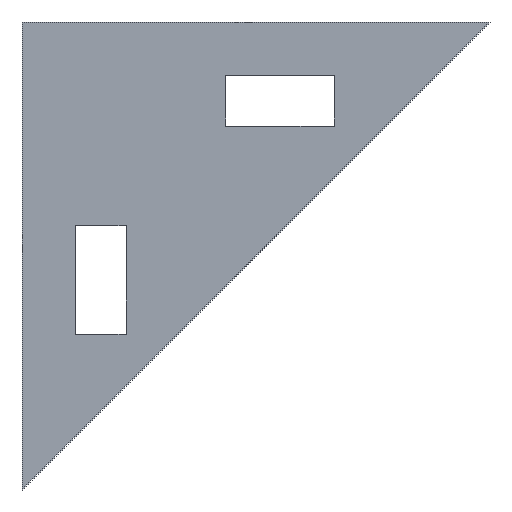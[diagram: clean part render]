
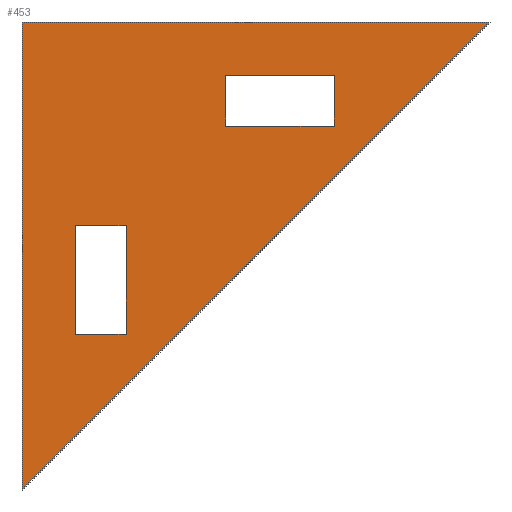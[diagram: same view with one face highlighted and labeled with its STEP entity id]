
A CAD part, front view. The second image highlights one B-rep face of the part: STEP entity #453.
In plain terms, the highlighted planar face has unit normal (0, -1, 0).
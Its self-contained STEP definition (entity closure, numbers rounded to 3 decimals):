
#1 = ORIENTED_EDGE ( 'NONE', *, *, #508, .F. ) ;
#2 = LINE ( 'NONE', #647, #458 ) ;
#4 = ORIENTED_EDGE ( 'NONE', *, *, #108, .F. ) ;
#7 = DIRECTION ( 'NONE',  ( 1., 0., 0. ) ) ;
#12 = ORIENTED_EDGE ( 'NONE', *, *, #564, .F. ) ;
#17 = EDGE_LOOP ( 'NONE', ( #4, #682, #125, #441 ) ) ;
#19 = EDGE_CURVE ( 'NONE', #741, #719, #313, .T. ) ;
#36 = VECTOR ( 'NONE', #306, 1000. ) ;
#40 = VECTOR ( 'NONE', #586, 1000. ) ;
#56 = VERTEX_POINT ( 'NONE', #624 ) ;
#61 = FACE_BOUND ( 'NONE', #242, .T. ) ;
#63 = CARTESIAN_POINT ( 'NONE',  ( 5.65, -3.175, -11.063 ) ) ;
#68 = CARTESIAN_POINT ( 'NONE',  ( 5.65, -3.175, -16.938 ) ) ;
#74 = CARTESIAN_POINT ( 'NONE',  ( 0., -3.175, 0. ) ) ;
#85 = LINE ( 'NONE', #199, #36 ) ;
#98 = CARTESIAN_POINT ( 'NONE',  ( 0., -3.175, 0. ) ) ;
#108 = EDGE_CURVE ( 'NONE', #276, #433, #2, .T. ) ;
#111 = LINE ( 'NONE', #418, #704 ) ;
#114 = EDGE_CURVE ( 'NONE', #56, #723, #214, .T. ) ;
#119 = DIRECTION ( 'NONE',  ( -0.707, 0., -0.707 ) ) ;
#125 = ORIENTED_EDGE ( 'NONE', *, *, #114, .F. ) ;
#145 = EDGE_LOOP ( 'NONE', ( #608, #181, #621 ) ) ;
#151 = DIRECTION ( 'NONE',  ( -1., 0., 0. ) ) ;
#153 = AXIS2_PLACEMENT_3D ( 'NONE', #457, #404, #632 ) ;
#162 = LINE ( 'NONE', #561, #552 ) ;
#163 = CARTESIAN_POINT ( 'NONE',  ( 11.063, -3.175, -2.897 ) ) ;
#181 = ORIENTED_EDGE ( 'NONE', *, *, #19, .F. ) ;
#183 = CARTESIAN_POINT ( 'NONE',  ( 2.897, -3.175, -11.063 ) ) ;
#194 = CARTESIAN_POINT ( 'NONE',  ( 0., -3.175, -25.4 ) ) ;
#199 = CARTESIAN_POINT ( 'NONE',  ( 16.938, -3.175, -2.897 ) ) ;
#202 = CARTESIAN_POINT ( 'NONE',  ( 5.65, -3.175, -11.063 ) ) ;
#214 = LINE ( 'NONE', #413, #40 ) ;
#219 = VERTEX_POINT ( 'NONE', #547 ) ;
#225 = FACE_OUTER_BOUND ( 'NONE', #145, .T. ) ;
#238 = EDGE_CURVE ( 'NONE', #219, #741, #527, .T. ) ;
#242 = EDGE_LOOP ( 'NONE', ( #695, #1, #12, #250 ) ) ;
#250 = ORIENTED_EDGE ( 'NONE', *, *, #636, .F. ) ;
#264 = VECTOR ( 'NONE', #119, 1000. ) ;
#276 = VERTEX_POINT ( 'NONE', #619 ) ;
#286 = LINE ( 'NONE', #74, #411 ) ;
#302 = DIRECTION ( 'NONE',  ( 1., 0., 0. ) ) ;
#306 = DIRECTION ( 'NONE',  ( 0., 0., 1. ) ) ;
#312 = CARTESIAN_POINT ( 'NONE',  ( 2.897, -3.175, -16.938 ) ) ;
#313 = LINE ( 'NONE', #98, #499 ) ;
#320 = FACE_BOUND ( 'NONE', #17, .T. ) ;
#341 = EDGE_CURVE ( 'NONE', #743, #536, #162, .T. ) ;
#350 = VECTOR ( 'NONE', #694, 1000. ) ;
#358 = VECTOR ( 'NONE', #427, 1000. ) ;
#365 = DIRECTION ( 'NONE',  ( -1., 0., 0. ) ) ;
#397 = CARTESIAN_POINT ( 'NONE',  ( 11.063, -3.175, -2.897 ) ) ;
#404 = DIRECTION ( 'NONE',  ( 0., 1., 0. ) ) ;
#411 = VECTOR ( 'NONE', #7, 1000. ) ;
#413 = CARTESIAN_POINT ( 'NONE',  ( 11.063, -3.175, -5.65 ) ) ;
#418 = CARTESIAN_POINT ( 'NONE',  ( 2.897, -3.175, -16.938 ) ) ;
#427 = DIRECTION ( 'NONE',  ( 0., 0., -1. ) ) ;
#433 = VERTEX_POINT ( 'NONE', #397 ) ;
#441 = ORIENTED_EDGE ( 'NONE', *, *, #459, .F. ) ;
#448 = VECTOR ( 'NONE', #471, 1000. ) ;
#453 = ADVANCED_FACE ( 'NONE', ( #320, #61, #225 ), #687, .F. ) ;
#457 = CARTESIAN_POINT ( 'NONE',  ( 0., -3.175, 0. ) ) ;
#458 = VECTOR ( 'NONE', #365, 1000. ) ;
#459 = EDGE_CURVE ( 'NONE', #433, #56, #724, .T. ) ;
#471 = DIRECTION ( 'NONE',  ( 0., 0., 1. ) ) ;
#499 = VECTOR ( 'NONE', #571, 1000. ) ;
#506 = CARTESIAN_POINT ( 'NONE',  ( 0., -3.175, -25.4 ) ) ;
#508 = EDGE_CURVE ( 'NONE', #620, #743, #567, .T. ) ;
#527 = LINE ( 'NONE', #194, #264 ) ;
#536 = VERTEX_POINT ( 'NONE', #183 ) ;
#547 = CARTESIAN_POINT ( 'NONE',  ( 25.4, -3.175, 0. ) ) ;
#552 = VECTOR ( 'NONE', #151, 1000. ) ;
#561 = CARTESIAN_POINT ( 'NONE',  ( 2.897, -3.175, -11.063 ) ) ;
#564 = EDGE_CURVE ( 'NONE', #601, #620, #111, .T. ) ;
#567 = LINE ( 'NONE', #63, #448 ) ;
#571 = DIRECTION ( 'NONE',  ( 0., 0., 1. ) ) ;
#586 = DIRECTION ( 'NONE',  ( 1., 0., 0. ) ) ;
#588 = EDGE_CURVE ( 'NONE', #719, #219, #286, .T. ) ;
#590 = LINE ( 'NONE', #663, #358 ) ;
#601 = VERTEX_POINT ( 'NONE', #312 ) ;
#608 = ORIENTED_EDGE ( 'NONE', *, *, #588, .F. ) ;
#619 = CARTESIAN_POINT ( 'NONE',  ( 16.938, -3.175, -2.897 ) ) ;
#620 = VERTEX_POINT ( 'NONE', #68 ) ;
#621 = ORIENTED_EDGE ( 'NONE', *, *, #238, .F. ) ;
#624 = CARTESIAN_POINT ( 'NONE',  ( 11.063, -3.175, -5.65 ) ) ;
#632 = DIRECTION ( 'NONE',  ( 0., 0., 1. ) ) ;
#636 = EDGE_CURVE ( 'NONE', #536, #601, #590, .T. ) ;
#647 = CARTESIAN_POINT ( 'NONE',  ( 11.063, -3.175, -2.897 ) ) ;
#655 = CARTESIAN_POINT ( 'NONE',  ( 0., -3.175, 0. ) ) ;
#658 = CARTESIAN_POINT ( 'NONE',  ( 16.938, -3.175, -5.65 ) ) ;
#663 = CARTESIAN_POINT ( 'NONE',  ( 2.897, -3.175, -11.063 ) ) ;
#682 = ORIENTED_EDGE ( 'NONE', *, *, #722, .F. ) ;
#687 = PLANE ( 'NONE',  #153 ) ;
#694 = DIRECTION ( 'NONE',  ( 0., 0., -1. ) ) ;
#695 = ORIENTED_EDGE ( 'NONE', *, *, #341, .F. ) ;
#704 = VECTOR ( 'NONE', #302, 1000. ) ;
#719 = VERTEX_POINT ( 'NONE', #655 ) ;
#722 = EDGE_CURVE ( 'NONE', #723, #276, #85, .T. ) ;
#723 = VERTEX_POINT ( 'NONE', #658 ) ;
#724 = LINE ( 'NONE', #163, #350 ) ;
#741 = VERTEX_POINT ( 'NONE', #506 ) ;
#743 = VERTEX_POINT ( 'NONE', #202 ) ;
